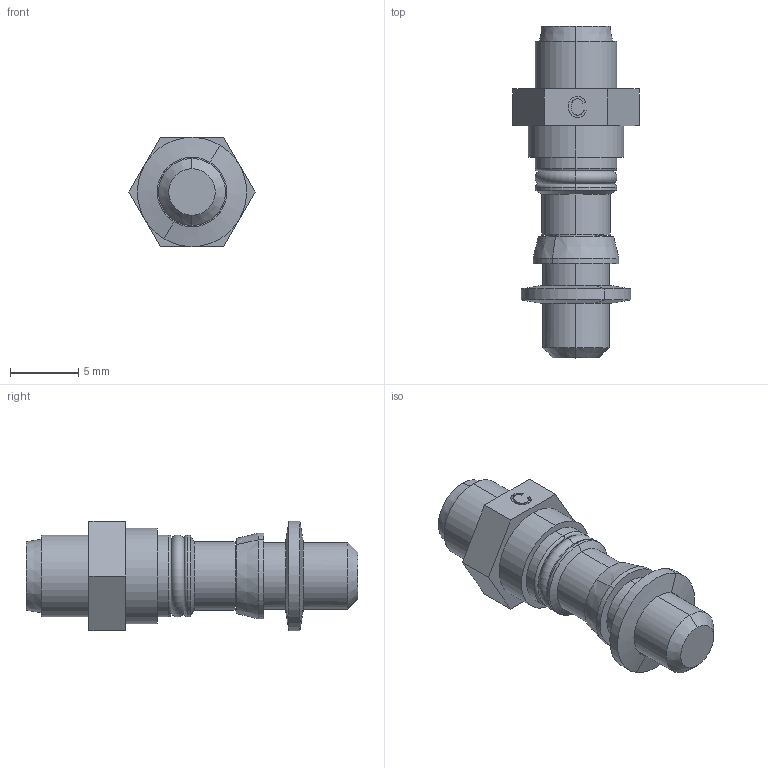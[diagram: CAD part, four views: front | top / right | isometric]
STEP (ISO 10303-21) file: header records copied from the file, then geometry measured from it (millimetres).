
FILE_DESCRIPTION (( 'STEP AP214' ), '1' );
FILE_NAME ('0890000001A.step', '2012-10-22T18:00:14', ( '' ), ( '' ), 'SwSTEP 2.0', 'SolidWorks 2012', '' );
FILE_SCHEMA (( 'AUTOMOTIVE_DESIGN' ));
Length unit declared in the file: millimetre
Products named in the file (1): 0890000001A
Bounding box: 9.24 x 24.3 x 8 mm (x, y, z)
Volume: 706.7 mm3; surface area: 697 mm2
Topology: 1 solids, 1 shells, 84 faces, 200 edges, 124 vertices
Faces by surface type: cylinder 28, plane 26, cone 16, bspline 8, torus 6
Entity records: 3464 total; most frequent: CARTESIAN_POINT 1089, DIRECTION 436, ORIENTED_EDGE 400, EDGE_CURVE 200, AXIS2_PLACEMENT_3D 175, VERTEX_POINT 124, EDGE_LOOP 98, CIRCLE 98
